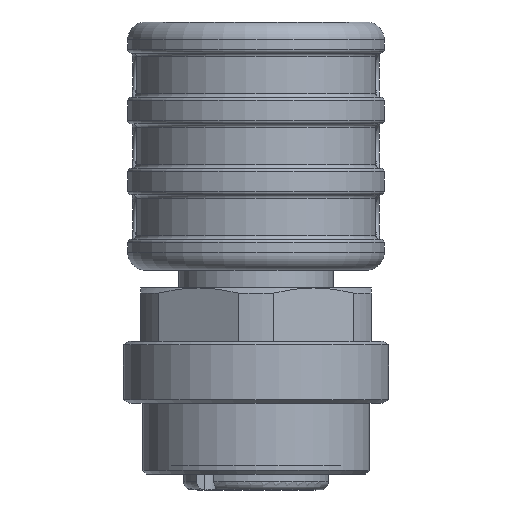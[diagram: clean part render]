
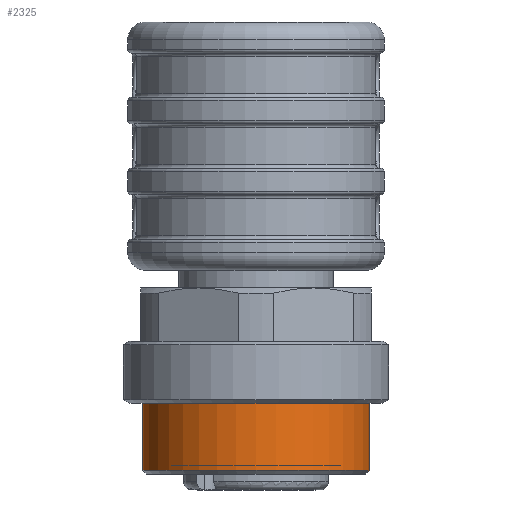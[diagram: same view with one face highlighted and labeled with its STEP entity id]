
A CAD part, left-side view. The second image highlights one B-rep face of the part: STEP entity #2325.
In plain terms, the highlighted cylindrical face has radius 6.4 mm (diameter 12.8 mm), a full revolution.
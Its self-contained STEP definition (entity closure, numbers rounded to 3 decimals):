
#1090=CYLINDRICAL_SURFACE('',#7356,6.4);
#2325=ADVANCED_FACE('',(#2784,#2785),#1090,.T.);
#2784=FACE_BOUND('',#3053,.T.);
#2785=FACE_BOUND('',#3054,.T.);
#3053=EDGE_LOOP('',(#4018));
#3054=EDGE_LOOP('',(#4019));
#4018=ORIENTED_EDGE('',*,*,#6266,.T.);
#4019=ORIENTED_EDGE('',*,*,#6267,.T.);
#5512=VERTEX_POINT('',#10480);
#5513=VERTEX_POINT('',#10482);
#6266=EDGE_CURVE('',#5512,#5512,#7026,.T.);
#6267=EDGE_CURVE('',#5513,#5513,#7027,.T.);
#7026=CIRCLE('',#7354,6.4);
#7027=CIRCLE('',#7355,6.4);
#7354=AXIS2_PLACEMENT_3D('',#10479,#8257,#8258);
#7355=AXIS2_PLACEMENT_3D('',#10481,#8259,#8260);
#7356=AXIS2_PLACEMENT_3D('',#10483,#8261,#8262);
#8257=DIRECTION('',(0.,0.,1.));
#8258=DIRECTION('',(1.,0.,0.));
#8259=DIRECTION('',(0.,0.,-1.));
#8260=DIRECTION('',(0.,1.,0.));
#8261=DIRECTION('',(0.,0.,-1.));
#8262=DIRECTION('',(0.,1.,0.));
#10479=CARTESIAN_POINT('',(60.,60.,-18.3));
#10480=CARTESIAN_POINT('',(66.4,60.,-18.3));
#10481=CARTESIAN_POINT('',(60.,60.,-14.5));
#10482=CARTESIAN_POINT('',(60.,66.4,-14.5));
#10483=CARTESIAN_POINT('',(60.,60.,-18.5));
